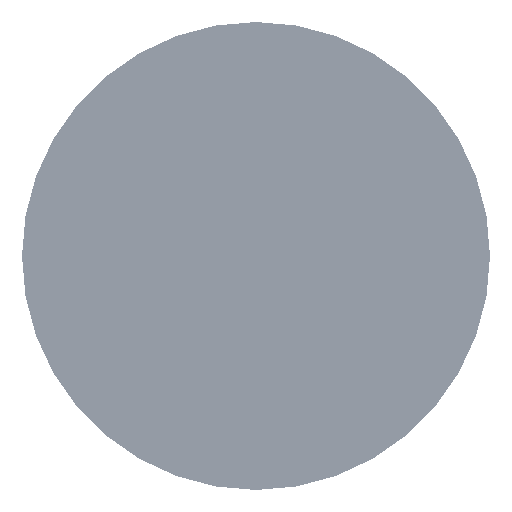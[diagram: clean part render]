
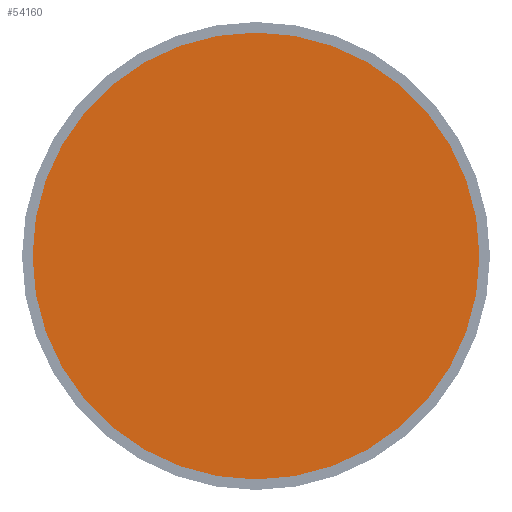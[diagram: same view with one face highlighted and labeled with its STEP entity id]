
A CAD part, front view. The second image highlights one B-rep face of the part: STEP entity #54160.
In plain terms, the highlighted planar face has unit normal (0, -1, 0).
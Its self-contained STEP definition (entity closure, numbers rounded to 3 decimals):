
#3362=CARTESIAN_POINT('',(0.,-31.,0.));
#3363=DIRECTION('',(0.,1.,0.));
#3364=DIRECTION('',(1.,0.,0.));
#3365=AXIS2_PLACEMENT_3D('',#3362,#3363,#3364);
#3367=CARTESIAN_POINT('',(0.,-31.,0.));
#3368=DIRECTION('',(0.,1.,0.));
#3369=DIRECTION('',(-1.,0.,0.));
#3370=AXIS2_PLACEMENT_3D('',#3367,#3368,#3369);
#49746=CARTESIAN_POINT('',(286.5,-31.,0.));
#49747=CARTESIAN_POINT('',(-286.5,-31.,0.));
#49748=VERTEX_POINT('',#49746);
#49749=VERTEX_POINT('',#49747);
#54150=CARTESIAN_POINT('',(0.,-31.,0.));
#54151=DIRECTION('',(0.,1.,0.));
#54152=DIRECTION('',(0.,0.,-1.));
#54153=AXIS2_PLACEMENT_3D('',#54150,#54151,#54152);
#54154=PLANE('',#54153);
#54155=ORIENTED_EDGE('',*,*,#54140,.T.);
#54157=ORIENTED_EDGE('',*,*,#54156,.T.);
#54158=EDGE_LOOP('',(#54155,#54157));
#54159=FACE_OUTER_BOUND('',#54158,.F.);
#3366=CIRCLE('',#3365,286.5);
#3371=CIRCLE('',#3370,286.5);
#54140=EDGE_CURVE('',#49748,#49749,#3366,.T.);
#54156=EDGE_CURVE('',#49749,#49748,#3371,.T.);
#54160=ADVANCED_FACE('',(#54159),#54154,.F.);
